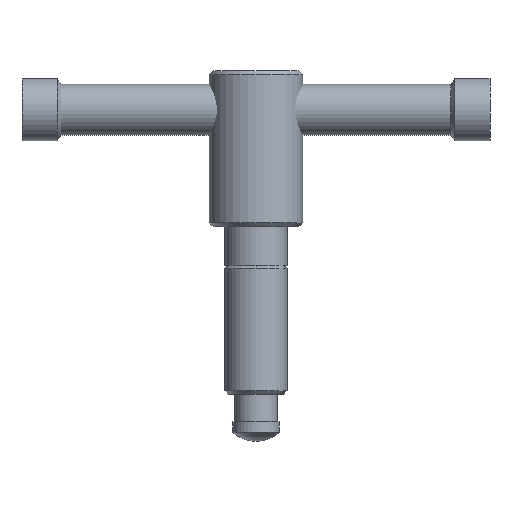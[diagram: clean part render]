
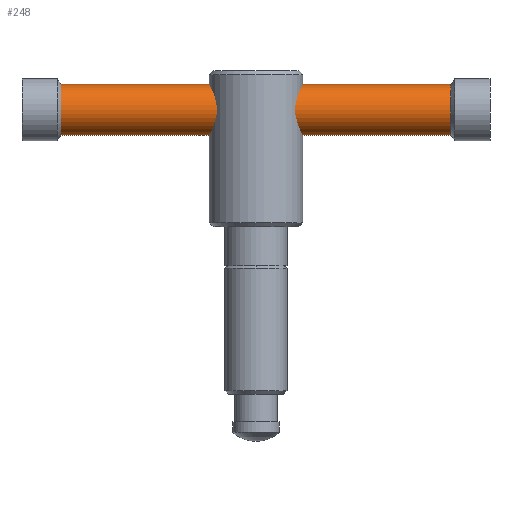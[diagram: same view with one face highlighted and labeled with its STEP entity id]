
A CAD part, front view. The second image highlights one B-rep face of the part: STEP entity #248.
In plain terms, the highlighted cylindrical face has radius 6.5 mm (diameter 13 mm), a partial arc.
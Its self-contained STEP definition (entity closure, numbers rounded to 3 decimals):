
#248=ADVANCED_FACE('',(#618),#619,.T.);
#318=EDGE_CURVE('',#352,#494,#699,.T.);
#332=VERTEX_POINT('',#714);
#336=EDGE_CURVE('',#332,#446,#718,.T.);
#352=VERTEX_POINT('',#737);
#388=EDGE_CURVE('',#352,#332,#777,.T.);
#446=VERTEX_POINT('',#843);
#494=VERTEX_POINT('',#896);
#520=EDGE_CURVE('',#446,#494,#926,.T.);
#618=FACE_OUTER_BOUND('',#1037,.T.);
#619=CYLINDRICAL_SURFACE('',#1038,6.5);
#699=CIRCLE('',#1129,6.5);
#714=CARTESIAN_POINT('',(50.,0.,78.5));
#718=CIRCLE('',#1156,6.5);
#737=CARTESIAN_POINT('',(-50.,0.,78.5));
#777=LINE('',#1236,#1237);
#843=CARTESIAN_POINT('',(50.,0.,91.5));
#896=CARTESIAN_POINT('',(-50.,0.,91.5));
#926=LINE('',#1428,#1429);
#1037=EDGE_LOOP('',(#1537,#1538,#1539,#1540));
#1038=AXIS2_PLACEMENT_3D('',#1541,#1542,#1543);
#1129=AXIS2_PLACEMENT_3D('',#1641,#1642,#1643);
#1156=AXIS2_PLACEMENT_3D('',#1663,#1664,#1665);
#1236=CARTESIAN_POINT('',(-25.,0.,78.5));
#1237=VECTOR('',#1749,1.0);
#1428=CARTESIAN_POINT('',(-25.,0.,91.5));
#1429=VECTOR('',#1933,1.0);
#1537=ORIENTED_EDGE('',*,*,#520,.T.);
#1538=ORIENTED_EDGE('',*,*,#318,.F.);
#1539=ORIENTED_EDGE('',*,*,#388,.T.);
#1540=ORIENTED_EDGE('',*,*,#336,.T.);
#1541=CARTESIAN_POINT('',(-25.,0.,85.));
#1542=DIRECTION('',(1.0,-0.0,-0.0));
#1543=DIRECTION('',(0.0,0.,1.0));
#1641=CARTESIAN_POINT('',(-50.,0.,85.));
#1642=DIRECTION('',(-1.0,0.0,0.0));
#1643=DIRECTION('',(0.0,0.,1.0));
#1663=CARTESIAN_POINT('',(50.,0.,85.));
#1664=DIRECTION('',(-1.0,0.0,0.0));
#1665=DIRECTION('',(0.0,0.,1.0));
#1749=DIRECTION('',(1.0,-0.0,-0.0));
#1933=DIRECTION('',(-1.0,0.0,0.0));
